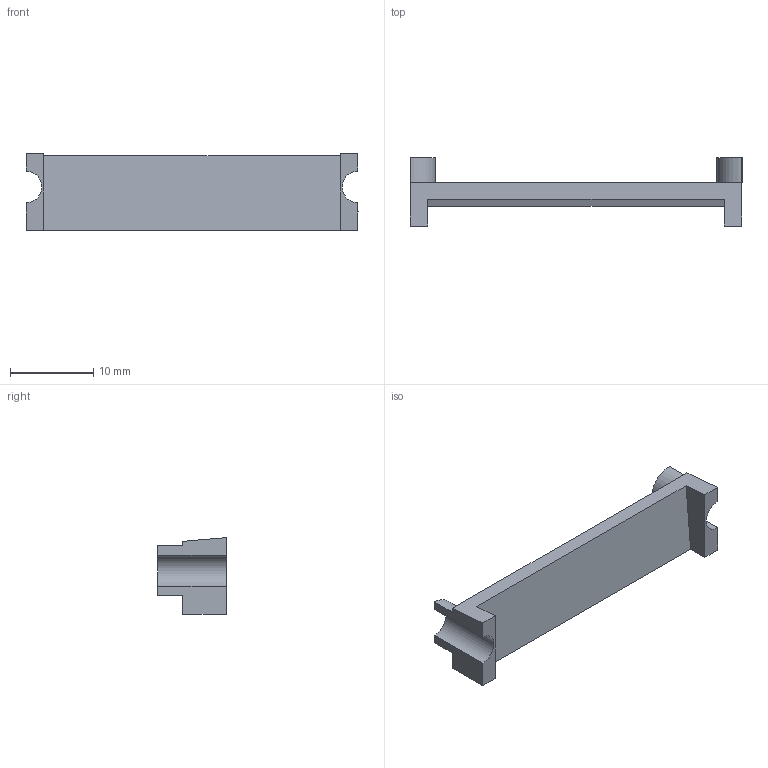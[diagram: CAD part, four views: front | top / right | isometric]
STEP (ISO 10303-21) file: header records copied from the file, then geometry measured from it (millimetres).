
FILE_DESCRIPTION(/* description */ (''),/* implementation_level */ '2;1');
FILE_NAME(/* name */ 'fnal18_top_e1.step',/* time_stamp */ '2023-03-02T09:51:31-07:00',/* author */ (''),/* organization */ (''),/* preprocessor_version */ 'ST-DEVELOPER v19.2',/* originating_system */ 'Autodesk Translation Framework v11.17.0.187',/* authorisation */ '');
FILE_SCHEMA (('AUTOMOTIVE_DESIGN { 1 0 10303 214 3 1 1 }'));
Length unit declared in the file: millimetre
Products named in the file (1): top e1
Bounding box: 39.8 x 8.18 x 9.21 mm (x, y, z)
Volume: 828.1 mm3; surface area: 1151.6 mm2
Topology: 1 solids, 1 shells, 31 faces, 82 edges, 53 vertices
Faces by surface type: plane 27, cylinder 4
Entity records: 978 total; most frequent: CARTESIAN_POINT 167, ORIENTED_EDGE 164, DIRECTION 155, EDGE_CURVE 82, LINE 73, VECTOR 73, VERTEX_POINT 53, AXIS2_PLACEMENT_3D 41
